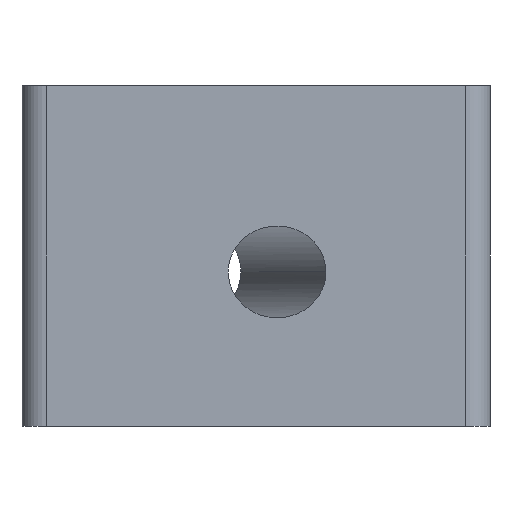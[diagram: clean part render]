
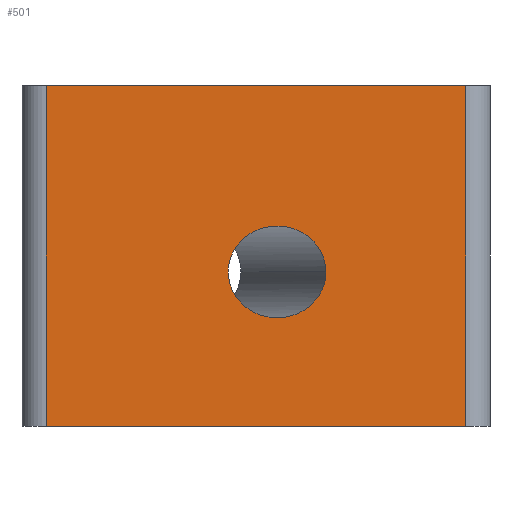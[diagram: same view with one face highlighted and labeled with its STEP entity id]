
A CAD part, front view. The second image highlights one B-rep face of the part: STEP entity #501.
In plain terms, the highlighted planar face has unit normal (0, -1, 0).
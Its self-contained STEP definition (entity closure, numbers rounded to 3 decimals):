
#15 = DIRECTION ( 'NONE',  ( 0., 0., -1. ) ) ;
#18 = EDGE_CURVE ( 'NONE', #508, #198, #408, .T. ) ;
#23 = EDGE_LOOP ( 'NONE', ( #247, #351 ) ) ;
#34 = CARTESIAN_POINT ( 'NONE',  ( -2.84, -11.95, -1.63 ) ) ;
#39 = CARTESIAN_POINT ( 'NONE',  ( 7.161, -11.95, -11.028 ) ) ;
#77 = EDGE_CURVE ( 'NONE', #274, #508, #158, .T. ) ;
#84 = FACE_BOUND ( 'NONE', #23, .T. ) ;
#104 =( BOUNDED_CURVE ( )  B_SPLINE_CURVE ( 3, ( #167, #526, #367, #323 ),
 .UNSPECIFIED., .F., .T. ) 
 B_SPLINE_CURVE_WITH_KNOTS ( ( 4, 4 ),
 ( 3.142, 6.283 ),
 .UNSPECIFIED. ) 
 CURVE ( )  GEOMETRIC_REPRESENTATION_ITEM ( )  RATIONAL_B_SPLINE_CURVE ( ( 1., 0.333, 0.333, 1. ) ) 
 REPRESENTATION_ITEM ( '' )  );
#109 = CARTESIAN_POINT ( 'NONE',  ( 21.45, -11.95, -17.45 ) ) ;
#115 = PLANE ( 'NONE',  #389 ) ;
#122 = CARTESIAN_POINT ( 'NONE',  ( -21.45, -11.95, 17.45 ) ) ;
#142 = CARTESIAN_POINT ( 'NONE',  ( -21.45, -11.95, -17.45 ) ) ;
#158 = LINE ( 'NONE', #122, #376 ) ;
#163 = CARTESIAN_POINT ( 'NONE',  ( 21.45, -11.95, 17.45 ) ) ;
#167 = CARTESIAN_POINT ( 'NONE',  ( 7.161, -11.95, -1.63 ) ) ;
#186 = ORIENTED_EDGE ( 'NONE', *, *, #77, .T. ) ;
#187 = CARTESIAN_POINT ( 'NONE',  ( -2.84, -11.95, -1.63 ) ) ;
#190 = ORIENTED_EDGE ( 'NONE', *, *, #314, .F. ) ;
#195 = VERTEX_POINT ( 'NONE', #562 ) ;
#198 = VERTEX_POINT ( 'NONE', #109 ) ;
#211 = VECTOR ( 'NONE', #484, 1000. ) ;
#247 = ORIENTED_EDGE ( 'NONE', *, *, #283, .F. ) ;
#274 = VERTEX_POINT ( 'NONE', #483 ) ;
#283 = EDGE_CURVE ( 'NONE', #303, #619, #377, .T. ) ;
#303 = VERTEX_POINT ( 'NONE', #34 ) ;
#310 = CARTESIAN_POINT ( 'NONE',  ( -21.45, -11.95, 17.45 ) ) ;
#314 = EDGE_CURVE ( 'NONE', #274, #195, #588, .T. ) ;
#323 = CARTESIAN_POINT ( 'NONE',  ( -2.84, -11.95, -1.63 ) ) ;
#328 = ORIENTED_EDGE ( 'NONE', *, *, #18, .T. ) ;
#329 = CARTESIAN_POINT ( 'NONE',  ( -2.84, -11.95, -11.028 ) ) ;
#336 = CARTESIAN_POINT ( 'NONE',  ( 7.161, -11.95, -1.63 ) ) ;
#351 = ORIENTED_EDGE ( 'NONE', *, *, #457, .F. ) ;
#367 = CARTESIAN_POINT ( 'NONE',  ( -2.84, -11.95, 7.768 ) ) ;
#376 = VECTOR ( 'NONE', #15, 1000. ) ;
#377 =( BOUNDED_CURVE ( )  B_SPLINE_CURVE ( 3, ( #187, #329, #39, #336 ),
 .UNSPECIFIED., .F., .F. ) 
 B_SPLINE_CURVE_WITH_KNOTS ( ( 4, 4 ),
 ( 0., 3.142 ),
 .UNSPECIFIED. ) 
 CURVE ( )  GEOMETRIC_REPRESENTATION_ITEM ( )  RATIONAL_B_SPLINE_CURVE ( ( 1., 0.333, 0.333, 1. ) ) 
 REPRESENTATION_ITEM ( '' )  );
#389 = AXIS2_PLACEMENT_3D ( 'NONE', #310, #422, #394 ) ;
#394 = DIRECTION ( 'NONE',  ( 0., 0., 1. ) ) ;
#397 = VECTOR ( 'NONE', #460, 1000. ) ;
#408 = LINE ( 'NONE', #452, #397 ) ;
#422 = DIRECTION ( 'NONE',  ( 0., 1., 0. ) ) ;
#452 = CARTESIAN_POINT ( 'NONE',  ( -21.45, -11.95, -17.45 ) ) ;
#457 = EDGE_CURVE ( 'NONE', #619, #303, #104, .T. ) ;
#460 = DIRECTION ( 'NONE',  ( 1., 0., 0. ) ) ;
#483 = CARTESIAN_POINT ( 'NONE',  ( -21.45, -11.95, 17.45 ) ) ;
#484 = DIRECTION ( 'NONE',  ( 0., 0., -1. ) ) ;
#485 = EDGE_CURVE ( 'NONE', #195, #198, #531, .T. ) ;
#492 = DIRECTION ( 'NONE',  ( 1., 0., 0. ) ) ;
#501 = ADVANCED_FACE ( 'NONE', ( #84, #570 ), #115, .F. ) ;
#508 = VERTEX_POINT ( 'NONE', #142 ) ;
#526 = CARTESIAN_POINT ( 'NONE',  ( 7.161, -11.95, 7.768 ) ) ;
#531 = LINE ( 'NONE', #163, #211 ) ;
#545 = CARTESIAN_POINT ( 'NONE',  ( -21.45, -11.95, 17.45 ) ) ;
#549 = EDGE_LOOP ( 'NONE', ( #328, #596, #190, #186 ) ) ;
#562 = CARTESIAN_POINT ( 'NONE',  ( 21.45, -11.95, 17.45 ) ) ;
#570 = FACE_OUTER_BOUND ( 'NONE', #549, .T. ) ;
#579 = VECTOR ( 'NONE', #492, 1000. ) ;
#588 = LINE ( 'NONE', #545, #579 ) ;
#596 = ORIENTED_EDGE ( 'NONE', *, *, #485, .F. ) ;
#617 = CARTESIAN_POINT ( 'NONE',  ( 7.161, -11.95, -1.63 ) ) ;
#619 = VERTEX_POINT ( 'NONE', #617 ) ;
